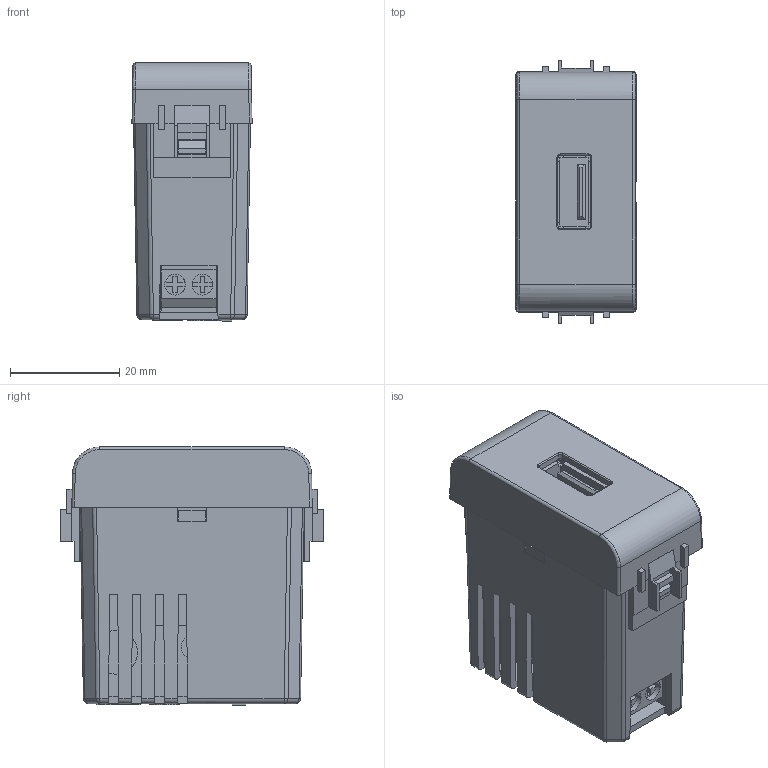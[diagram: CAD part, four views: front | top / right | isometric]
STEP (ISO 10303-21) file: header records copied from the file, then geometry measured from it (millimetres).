
FILE_DESCRIPTION (( 'STEP AP214' ), '1' );
FILE_NAME ('4BOX-USB-1A-2.1A-CHORUS.STEP', '2024-08-23T00:11:17', ( '' ), ( '' ), 'SwSTEP 2.0', 'SolidWorks 2016', '' );
FILE_SCHEMA (( 'AUTOMOTIVE_DESIGN' ));
Length unit declared in the file: millimetre
Products named in the file (7): PCB-USB黃蕾耀輸-20160730; PCB-USB菁釱-旳啣; 詢淏謗弇諉盄翐-1108; CHORUS黃蕾耀輸奻裔-20160307; 4BOX-USB-1A-2.1A-CHORUS; 4BOX-USB耀輸盓殤-20190822載陔; 4BOX-USB耀輸菁釱-LIVING-20190820
Assembly tree (6 placements, depth 2):
  4BOX-USB-1A-2.1A-CHORUS
    4BOX-USB耀輸菁釱-LIVING-20190820
    4BOX-USB耀輸盓殤-20190822載陔
    PCB-USB黃蕾耀輸-20160730
    PCB-USB菁釱-旳啣
    詢淏謗弇諉盄翐-1108
    CHORUS黃蕾耀輸奻裔-20160307
Bounding box: 22 x 48.2 x 47.25 mm (x, y, z)
Volume: 18552.3 mm3; surface area: 23535.1 mm2
Topology: 6 solids, 6 shells, 757 faces, 2101 edges, 1372 vertices
Faces by surface type: plane 591, cylinder 99, bspline 51, sphere 8, cone 4, torus 4
Entity records: 24848 total; most frequent: CARTESIAN_POINT 5504, ORIENTED_EDGE 4198, DIRECTION 3551, EDGE_CURVE 2099, LINE 1775, VECTOR 1775, VERTEX_POINT 1372, AXIS2_PLACEMENT_3D 888
